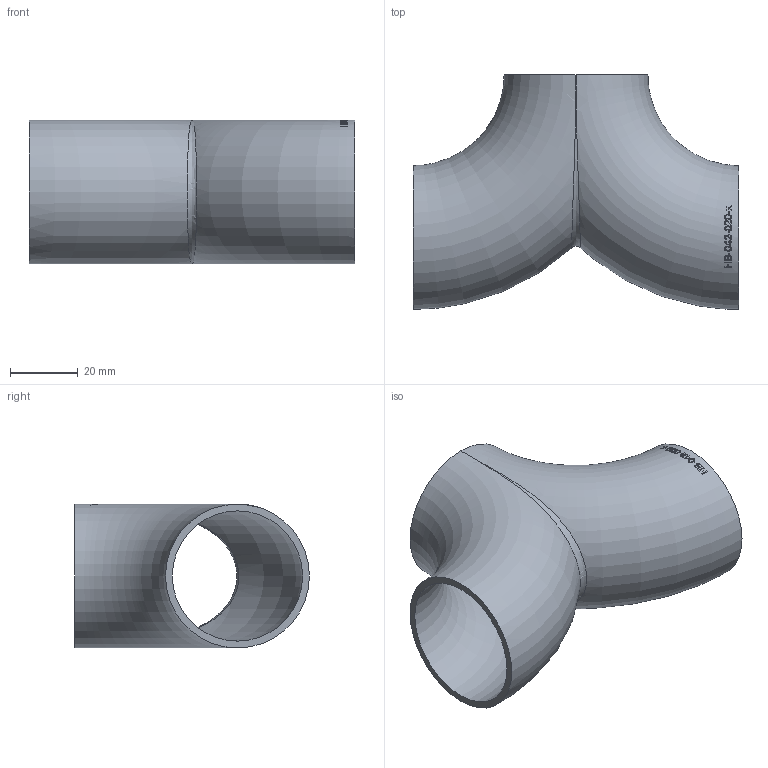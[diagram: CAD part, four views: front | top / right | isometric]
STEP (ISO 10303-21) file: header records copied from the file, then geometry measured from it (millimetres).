
FILE_DESCRIPTION (( 'STEP AP214' ), '1' );
FILE_NAME ('HB-042-020-x Hosenbogen 1909.STEP', '2019-09-17T09:34:13', ( '' ), ( '' ), 'SwSTEP 2.0', 'SolidWorks 2016', '' );
FILE_SCHEMA (( 'AUTOMOTIVE_DESIGN' ));
Length unit declared in the file: millimetre
Products named in the file (1): HB-042-020-x Hosenbogen 1909
Bounding box: 96 x 69.2 x 42.41 mm (x, y, z)
Volume: 28332.8 mm3; surface area: 29043.5 mm2
Topology: 1 solids, 1 shells, 148 faces, 385 edges, 252 vertices
Faces by surface type: plane 80, bspline 46, torus 22
Entity records: 9641 total; most frequent: CARTESIAN_POINT 5142, ORIENTED_EDGE 750, EDGE_CURVE 375, DIRECTION 343, VERTEX_POINT 250, B_SPLINE_CURVE_WITH_KNOTS 246, EDGE_LOOP 173, FACE_OUTER_BOUND 152
